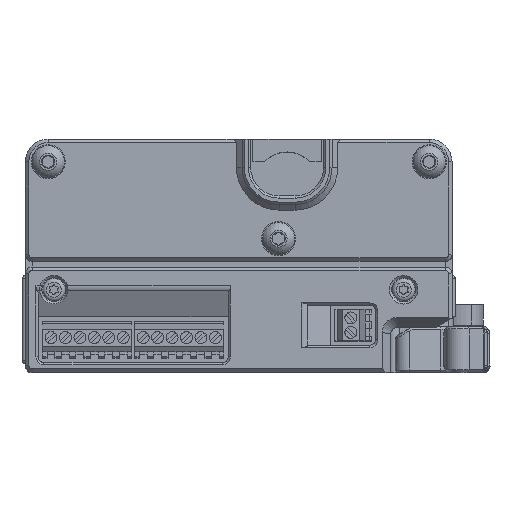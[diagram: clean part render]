
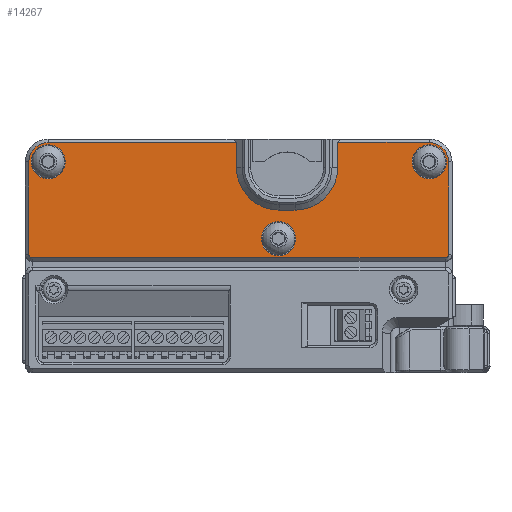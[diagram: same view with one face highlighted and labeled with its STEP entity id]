
A CAD part, top view. The second image highlights one B-rep face of the part: STEP entity #14267.
In plain terms, the highlighted face is planar.
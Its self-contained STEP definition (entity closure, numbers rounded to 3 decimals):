
#133=FACE_BOUND('',#2418,.T.);
#134=FACE_BOUND('',#2419,.T.);
#135=FACE_BOUND('',#2420,.T.);
#630=CIRCLE('',#15253,3.4);
#633=CIRCLE('',#15258,0.6);
#635=CIRCLE('',#15262,0.6);
#636=CIRCLE('',#15265,3.4);
#650=CIRCLE('',#15304,7.5);
#651=CIRCLE('',#15307,7.5);
#652=CIRCLE('',#15311,3.);
#653=CIRCLE('',#15312,3.);
#654=CIRCLE('',#15313,3.);
#1549=FACE_OUTER_BOUND('',#2417,.T.);
#2417=EDGE_LOOP('',(#10357,#10358,#10359,#10360,#10361,#10362,#10363,#10364,
#10365,#10366,#10367,#10368,#10369,#10370));
#2418=EDGE_LOOP('',(#10371));
#2419=EDGE_LOOP('',(#10372));
#2420=EDGE_LOOP('',(#10373));
#3335=LINE('',#25804,#4664);
#3338=LINE('',#25815,#4667);
#3342=LINE('',#25825,#4671);
#3345=LINE('',#25834,#4674);
#3348=LINE('',#25845,#4677);
#3395=LINE('',#25964,#4724);
#3398=LINE('',#25972,#4727);
#3401=LINE('',#25979,#4730);
#4664=VECTOR('',#17259,10.);
#4667=VECTOR('',#17270,10.);
#4671=VECTOR('',#17282,10.);
#4674=VECTOR('',#17293,10.);
#4677=VECTOR('',#17304,10.);
#4724=VECTOR('',#17421,10.);
#4727=VECTOR('',#17430,10.);
#4730=VECTOR('',#17439,10.);
#6138=VERTEX_POINT('',#25797);
#6141=VERTEX_POINT('',#25802);
#6143=VERTEX_POINT('',#25807);
#6145=VERTEX_POINT('',#25813);
#6146=VERTEX_POINT('',#25819);
#6147=VERTEX_POINT('',#25823);
#6148=VERTEX_POINT('',#25828);
#6149=VERTEX_POINT('',#25832);
#6151=VERTEX_POINT('',#25837);
#6153=VERTEX_POINT('',#25843);
#6190=VERTEX_POINT('',#25962);
#6191=VERTEX_POINT('',#25966);
#6192=VERTEX_POINT('',#25970);
#6193=VERTEX_POINT('',#25974);
#6194=VERTEX_POINT('',#25984);
#6195=VERTEX_POINT('',#25986);
#6196=VERTEX_POINT('',#25988);
#7690=EDGE_CURVE('',#6141,#6138,#3335,.T.);
#7692=EDGE_CURVE('',#6143,#6141,#630,.T.);
#7695=EDGE_CURVE('',#6145,#6143,#3338,.T.);
#7699=EDGE_CURVE('',#6146,#6145,#633,.T.);
#7701=EDGE_CURVE('',#6147,#6146,#3342,.T.);
#7704=EDGE_CURVE('',#6148,#6147,#635,.T.);
#7706=EDGE_CURVE('',#6149,#6148,#3345,.T.);
#7708=EDGE_CURVE('',#6151,#6149,#636,.T.);
#7711=EDGE_CURVE('',#6153,#6151,#3348,.T.);
#7770=EDGE_CURVE('',#6190,#6153,#3395,.T.);
#7772=EDGE_CURVE('',#6191,#6190,#650,.T.);
#7774=EDGE_CURVE('',#6192,#6191,#3398,.T.);
#7776=EDGE_CURVE('',#6193,#6192,#651,.T.);
#7778=EDGE_CURVE('',#6138,#6193,#3401,.T.);
#7781=EDGE_CURVE('',#6194,#6194,#652,.T.);
#7782=EDGE_CURVE('',#6195,#6195,#653,.T.);
#7783=EDGE_CURVE('',#6196,#6196,#654,.T.);
#10357=ORIENTED_EDGE('',*,*,#7711,.F.);
#10358=ORIENTED_EDGE('',*,*,#7770,.F.);
#10359=ORIENTED_EDGE('',*,*,#7772,.F.);
#10360=ORIENTED_EDGE('',*,*,#7774,.F.);
#10361=ORIENTED_EDGE('',*,*,#7776,.F.);
#10362=ORIENTED_EDGE('',*,*,#7778,.F.);
#10363=ORIENTED_EDGE('',*,*,#7690,.F.);
#10364=ORIENTED_EDGE('',*,*,#7692,.F.);
#10365=ORIENTED_EDGE('',*,*,#7695,.F.);
#10366=ORIENTED_EDGE('',*,*,#7699,.F.);
#10367=ORIENTED_EDGE('',*,*,#7701,.F.);
#10368=ORIENTED_EDGE('',*,*,#7704,.F.);
#10369=ORIENTED_EDGE('',*,*,#7706,.F.);
#10370=ORIENTED_EDGE('',*,*,#7708,.F.);
#10371=ORIENTED_EDGE('',*,*,#7781,.T.);
#10372=ORIENTED_EDGE('',*,*,#7782,.T.);
#10373=ORIENTED_EDGE('',*,*,#7783,.T.);
#13671=PLANE('',#15310);
#14267=ADVANCED_FACE('',(#1549,#133,#134,#135),#13671,.T.);
#15253=AXIS2_PLACEMENT_3D('',#25809,#17263,#17264);
#15258=AXIS2_PLACEMENT_3D('',#25821,#17277,#17278);
#15262=AXIS2_PLACEMENT_3D('',#25830,#17288,#17289);
#15265=AXIS2_PLACEMENT_3D('',#25839,#17297,#17298);
#15304=AXIS2_PLACEMENT_3D('',#25968,#17425,#17426);
#15307=AXIS2_PLACEMENT_3D('',#25976,#17434,#17435);
#15310=AXIS2_PLACEMENT_3D('',#25983,#17444,#17445);
#15311=AXIS2_PLACEMENT_3D('',#25985,#17446,#17447);
#15312=AXIS2_PLACEMENT_3D('',#25987,#17448,#17449);
#15313=AXIS2_PLACEMENT_3D('',#25989,#17450,#17451);
#17259=DIRECTION('',(1.,0.,0.));
#17263=DIRECTION('center_axis',(0.,-1.,0.));
#17264=DIRECTION('ref_axis',(-1.,0.,0.));
#17270=DIRECTION('',(0.,0.,-1.));
#17277=DIRECTION('center_axis',(0.,-1.,0.));
#17278=DIRECTION('ref_axis',(-0.707,0.,0.707));
#17282=DIRECTION('',(-1.,0.,0.));
#17288=DIRECTION('center_axis',(0.,-1.,0.));
#17289=DIRECTION('ref_axis',(0.707,0.,0.707));
#17293=DIRECTION('',(0.,0.,1.));
#17297=DIRECTION('center_axis',(0.,-1.,0.));
#17298=DIRECTION('ref_axis',(1.,0.,0.));
#17304=DIRECTION('',(1.,0.,0.));
#17421=DIRECTION('',(0.,0.,-1.));
#17425=DIRECTION('center_axis',(0.,1.,0.));
#17426=DIRECTION('ref_axis',(1.,0.,0.));
#17430=DIRECTION('',(1.,0.,0.));
#17434=DIRECTION('center_axis',(0.,1.,0.));
#17435=DIRECTION('ref_axis',(0.,0.,
1.));
#17439=DIRECTION('',(0.,0.,1.));
#17444=DIRECTION('center_axis',(0.,1.,0.));
#17445=DIRECTION('ref_axis',(0.,0.,
1.));
#17446=DIRECTION('center_axis',(0.,-1.,0.));
#17447=DIRECTION('ref_axis',(0.,0.,
1.));
#17448=DIRECTION('center_axis',(0.,-1.,0.));
#17449=DIRECTION('ref_axis',(0.,0.,
1.));
#17450=DIRECTION('center_axis',(0.,-1.,0.));
#17451=DIRECTION('ref_axis',(0.,0.,
1.));
#25797=CARTESIAN_POINT('',(37.1,71.22,-25.4));
#25802=CARTESIAN_POINT('',(4.,71.22,-25.4));
#25804=CARTESIAN_POINT('',(56.25,71.22,-25.4));
#25807=CARTESIAN_POINT('',(0.6,71.22,-22.));
#25809=CARTESIAN_POINT('Origin',(4.,71.22,-22.));
#25813=CARTESIAN_POINT('',(0.6,71.22,-5.7));
#25815=CARTESIAN_POINT('',(0.6,71.22,-20.625));
#25819=CARTESIAN_POINT('',(1.2,71.22,-5.1));
#25821=CARTESIAN_POINT('Origin',(1.2,71.22,-5.7));
#25823=CARTESIAN_POINT('',(73.8,71.22,-5.1));
#25825=CARTESIAN_POINT('',(18.75,71.22,-5.1));
#25828=CARTESIAN_POINT('',(74.4,71.22,-5.7));
#25830=CARTESIAN_POINT('Origin',(73.8,71.22,-5.7));
#25832=CARTESIAN_POINT('',(74.4,71.22,-22.));
#25834=CARTESIAN_POINT('',(74.4,71.22,-9.875));
#25837=CARTESIAN_POINT('',(71.,71.22,-25.4));
#25839=CARTESIAN_POINT('Origin',(71.,71.22,-22.));
#25843=CARTESIAN_POINT('',(54.9,71.22,-25.4));
#25845=CARTESIAN_POINT('',(56.25,71.22,-25.4));
#25962=CARTESIAN_POINT('',(54.9,71.22,-21.));
#25964=CARTESIAN_POINT('',(54.9,71.22,-18.125));
#25966=CARTESIAN_POINT('',(47.4,71.22,-13.5));
#25968=CARTESIAN_POINT('Origin',(47.4,71.22,-21.));
#25970=CARTESIAN_POINT('',(44.6,71.22,-13.5));
#25972=CARTESIAN_POINT('',(41.05,71.22,-13.5));
#25974=CARTESIAN_POINT('',(37.1,71.22,-21.));
#25976=CARTESIAN_POINT('Origin',(44.6,71.22,-21.));
#25979=CARTESIAN_POINT('',(37.1,71.22,-20.625));
#25983=CARTESIAN_POINT('Origin',(37.5,71.22,-15.25));
#25984=CARTESIAN_POINT('',(44.5,71.22,-11.5));
#25985=CARTESIAN_POINT('Origin',(44.5,71.22,-8.5));
#25986=CARTESIAN_POINT('',(71.,71.22,-25.));
#25987=CARTESIAN_POINT('Origin',(71.,71.22,-22.));
#25988=CARTESIAN_POINT('',(4.,71.22,-25.));
#25989=CARTESIAN_POINT('Origin',(4.,71.22,-22.));
